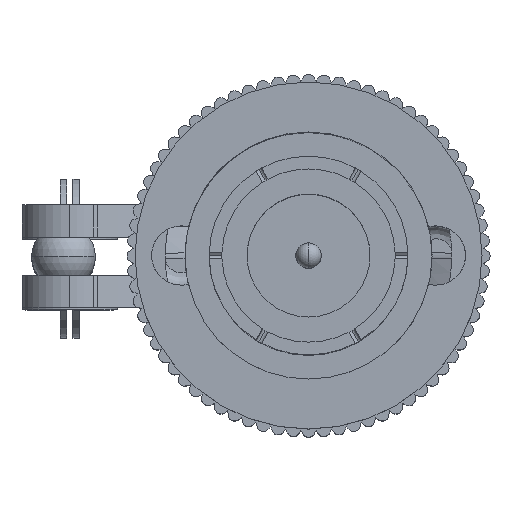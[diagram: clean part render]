
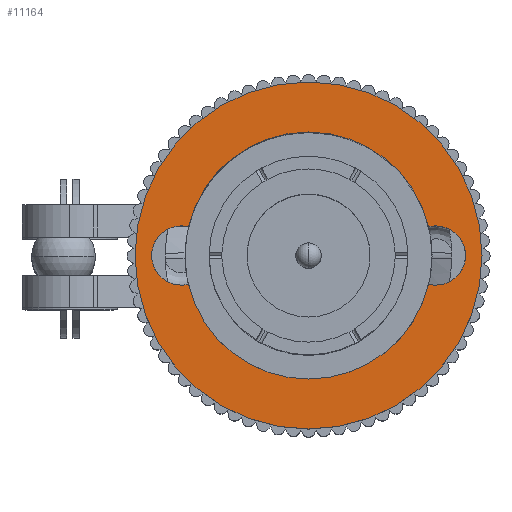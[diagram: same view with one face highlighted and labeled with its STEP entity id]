
A CAD part, top view. The second image highlights one B-rep face of the part: STEP entity #11164.
In plain terms, the highlighted planar face has unit normal (0, 0, 1).
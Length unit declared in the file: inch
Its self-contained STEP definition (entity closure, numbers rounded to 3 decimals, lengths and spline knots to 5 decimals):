
#10518 = VERTEX_POINT ( 'NONE', #16581 ) ;
#10519 = EDGE_CURVE ( 'NONE', #10627, #10518, #16584, .T. ) ;
#10575 = VERTEX_POINT ( 'NONE', #16742 ) ;
#10579 = EDGE_CURVE ( 'NONE', #10575, #10626, #16915, .T. ) ;
#10607 = VERTEX_POINT ( 'NONE', #16953 ) ;
#10626 = VERTEX_POINT ( 'NONE', #17143 ) ;
#10627 = VERTEX_POINT ( 'NONE', #17142 ) ;
#10630 = VERTEX_POINT ( 'NONE', #17138 ) ;
#10638 = EDGE_CURVE ( 'NONE', #10685, #10607, #17011, .T. ) ;
#10651 = EDGE_CURVE ( 'NONE', #10626, #10630, #17076, .T. ) ;
#10685 = VERTEX_POINT ( 'NONE', #17152 ) ;
#10687 = VERTEX_POINT ( 'NONE', #17316 ) ;
#10691 = VERTEX_POINT ( 'NONE', #17321 ) ;
#10721 = VERTEX_POINT ( 'NONE', #17365 ) ;
#10744 = EDGE_CURVE ( 'NONE', #10721, #10575, #17285, .T. ) ;
#10764 = EDGE_CURVE ( 'NONE', #10691, #10721, #17519, .T. ) ;
#10788 = EDGE_CURVE ( 'NONE', #10687, #10685, #17417, .T. ) ;
#10839 = VERTEX_POINT ( 'NONE', #17385 ) ;
#10966 = VERTEX_POINT ( 'NONE', #17896 ) ;
#11051 = EDGE_CURVE ( 'NONE', #10966, #10839, #18203, .T. ) ;
#11133 = ORIENTED_EDGE ( 'NONE', *, *, #10638, .F. ) ;
#11134 = EDGE_CURVE ( 'NONE', #10630, #10687, #18209, .T. ) ;
#11135 = ORIENTED_EDGE ( 'NONE', *, *, #10744, .F. ) ;
#11136 = ORIENTED_EDGE ( 'NONE', *, *, #10764, .F. ) ;
#11137 = ORIENTED_EDGE ( 'NONE', *, *, #10579, .F. ) ;
#11138 = EDGE_LOOP ( 'NONE', ( #11141, #11186 ) ) ;
#11139 = ORIENTED_EDGE ( 'NONE', *, *, #10519, .F. ) ;
#11140 = EDGE_CURVE ( 'NONE', #10518, #10691, #17251, .T. ) ;
#11141 = ORIENTED_EDGE ( 'NONE', *, *, #11051, .T. ) ;
#11155 = ORIENTED_EDGE ( 'NONE', *, *, #10788, .F. ) ;
#11159 = EDGE_LOOP ( 'NONE', ( #11357, #11133, #11155, #11163, #11162, #11137, #11135, #11136, #11179, #11139 ) ) ;
#11162 = ORIENTED_EDGE ( 'NONE', *, *, #10651, .F. ) ;
#11163 = ORIENTED_EDGE ( 'NONE', *, *, #11134, .F. ) ;
#11164 = ADVANCED_FACE ( 'NONE', ( #18386, #18398 ), #18394, .T. ) ;
#11179 = ORIENTED_EDGE ( 'NONE', *, *, #11140, .F. ) ;
#11181 = EDGE_CURVE ( 'NONE', #10839, #10966, #18266, .T. ) ;
#11186 = ORIENTED_EDGE ( 'NONE', *, *, #11181, .T. ) ;
#11357 = ORIENTED_EDGE ( 'NONE', *, *, #11380, .F. ) ;
#11380 = EDGE_CURVE ( 'NONE', #10607, #10627, #18819, .T. ) ;
#16581 = CARTESIAN_POINT ( 'NONE',  ( -0.0451, -0.18868, 0. ) ) ;
#16582 = CARTESIAN_POINT ( 'NONE',  ( 0., 0., 0. ) ) ;
#16583 = AXIS2_PLACEMENT_3D ( 'NONE', #16582, #16589, #16769 ) ;
#16584 = CIRCLE ( 'NONE', #16583, 0.194 ) ;
#16589 = DIRECTION ( 'NONE',  ( 0., 0., 1. ) ) ;
#16740 = AXIS2_PLACEMENT_3D ( 'NONE', #16836, #16835, #16834 ) ;
#16742 = CARTESIAN_POINT ( 'NONE',  ( 0.0451, -0.18868, 0. ) ) ;
#16769 = DIRECTION ( 'NONE',  ( 1., 0., 0. ) ) ;
#16834 = DIRECTION ( 'NONE',  ( 1., 0., 0. ) ) ;
#16835 = DIRECTION ( 'NONE',  ( 0., 0., 1. ) ) ;
#16836 = CARTESIAN_POINT ( 'NONE',  ( 0., 0., 0. ) ) ;
#16915 = CIRCLE ( 'NONE', #16740, 0.194 ) ;
#16953 = CARTESIAN_POINT ( 'NONE',  ( -0.0451, 0.18868, 0. ) ) ;
#16955 = DIRECTION ( 'NONE',  ( 1., 0., 0. ) ) ;
#16956 = DIRECTION ( 'NONE',  ( 0., 0., 1. ) ) ;
#16959 = CARTESIAN_POINT ( 'NONE',  ( 0., 0., 0. ) ) ;
#16983 = AXIS2_PLACEMENT_3D ( 'NONE', #16959, #16956, #16955 ) ;
#17011 = CIRCLE ( 'NONE', #17083, 0.0465 ) ;
#17076 = CIRCLE ( 'NONE', #16983, 0.194 ) ;
#17080 = DIRECTION ( 'NONE',  ( -1., 0., 0. ) ) ;
#17081 = DIRECTION ( 'NONE',  ( 0., 0., 1. ) ) ;
#17082 = CARTESIAN_POINT ( 'NONE',  ( 0., 0.2, 0. ) ) ;
#17083 = AXIS2_PLACEMENT_3D ( 'NONE', #17082, #17081, #17080 ) ;
#17138 = CARTESIAN_POINT ( 'NONE',  ( 0.0451, 0.18868, 0. ) ) ;
#17142 = CARTESIAN_POINT ( 'NONE',  ( -0.194, 0., 0. ) ) ;
#17143 = CARTESIAN_POINT ( 'NONE',  ( 0.194, 0., 0. ) ) ;
#17152 = CARTESIAN_POINT ( 'NONE',  ( -0.0465, 0.2, 0. ) ) ;
#17251 = CIRCLE ( 'NONE', #17664, 0.0465 ) ;
#17258 = DIRECTION ( 'NONE',  ( 1., 0., 0. ) ) ;
#17259 = DIRECTION ( 'NONE',  ( 0., 0., 1. ) ) ;
#17262 = AXIS2_PLACEMENT_3D ( 'NONE', #17341, #17259, #17258 ) ;
#17285 = CIRCLE ( 'NONE', #17262, 0.0465 ) ;
#17316 = CARTESIAN_POINT ( 'NONE',  ( 0.0465, 0.2, 0. ) ) ;
#17321 = CARTESIAN_POINT ( 'NONE',  ( -0.0465, -0.2, 0. ) ) ;
#17341 = CARTESIAN_POINT ( 'NONE',  ( 0., -0.2, 0. ) ) ;
#17365 = CARTESIAN_POINT ( 'NONE',  ( 0.0465, -0.2, 0. ) ) ;
#17385 = CARTESIAN_POINT ( 'NONE',  ( -0.2725, 0., 0. ) ) ;
#17404 = DIRECTION ( 'NONE',  ( -1., 0., 0. ) ) ;
#17405 = DIRECTION ( 'NONE',  ( 0., 0., 1. ) ) ;
#17406 = CARTESIAN_POINT ( 'NONE',  ( 0., 0.2, 0. ) ) ;
#17407 = AXIS2_PLACEMENT_3D ( 'NONE', #17406, #17405, #17404 ) ;
#17417 = CIRCLE ( 'NONE', #17407, 0.0465 ) ;
#17479 = DIRECTION ( 'NONE',  ( 1., 0., 0. ) ) ;
#17480 = AXIS2_PLACEMENT_3D ( 'NONE', #17482, #17484, #17479 ) ;
#17482 = CARTESIAN_POINT ( 'NONE',  ( 0., -0.2, 0. ) ) ;
#17484 = DIRECTION ( 'NONE',  ( 0., 0., 1. ) ) ;
#17519 = CIRCLE ( 'NONE', #17480, 0.0465 ) ;
#17660 = DIRECTION ( 'NONE',  ( 1., 0., 0. ) ) ;
#17664 = AXIS2_PLACEMENT_3D ( 'NONE', #17715, #17714, #17660 ) ;
#17714 = DIRECTION ( 'NONE',  ( 0., 0., 1. ) ) ;
#17715 = CARTESIAN_POINT ( 'NONE',  ( 0., -0.2, 0. ) ) ;
#17896 = CARTESIAN_POINT ( 'NONE',  ( 0.2725, 0., 0. ) ) ;
#18093 = DIRECTION ( 'NONE',  ( 1., 0., 0. ) ) ;
#18094 = DIRECTION ( 'NONE',  ( 0., 0., 1. ) ) ;
#18200 = CARTESIAN_POINT ( 'NONE',  ( 0., 0., 0. ) ) ;
#18201 = AXIS2_PLACEMENT_3D ( 'NONE', #18200, #18094, #18093 ) ;
#18203 = CIRCLE ( 'NONE', #18201, 0.2725 ) ;
#18205 = DIRECTION ( 'NONE',  ( -1., 0., 0. ) ) ;
#18206 = DIRECTION ( 'NONE',  ( 0., 0., 1. ) ) ;
#18207 = CARTESIAN_POINT ( 'NONE',  ( 0., 0.2, 0. ) ) ;
#18208 = AXIS2_PLACEMENT_3D ( 'NONE', #18207, #18206, #18205 ) ;
#18209 = CIRCLE ( 'NONE', #18208, 0.0465 ) ;
#18266 = CIRCLE ( 'NONE', #18355, 0.2725 ) ;
#18352 = DIRECTION ( 'NONE',  ( 1., 0., 0. ) ) ;
#18353 = DIRECTION ( 'NONE',  ( 0., 0., 1. ) ) ;
#18354 = CARTESIAN_POINT ( 'NONE',  ( 0., 0., 0. ) ) ;
#18355 = AXIS2_PLACEMENT_3D ( 'NONE', #18354, #18353, #18352 ) ;
#18386 = FACE_BOUND ( 'NONE', #11159, .T. ) ;
#18390 = AXIS2_PLACEMENT_3D ( 'NONE', #18404, #18491, #18411 ) ;
#18394 = PLANE ( 'NONE',  #18390 ) ;
#18398 = FACE_OUTER_BOUND ( 'NONE', #11138, .T. ) ;
#18404 = CARTESIAN_POINT ( 'NONE',  ( 0.2725, 0., 0. ) ) ;
#18411 = DIRECTION ( 'NONE',  ( 1., 0., 0. ) ) ;
#18491 = DIRECTION ( 'NONE',  ( 0., 0., 1. ) ) ;
#18816 = DIRECTION ( 'NONE',  ( 1., 0., 0. ) ) ;
#18817 = DIRECTION ( 'NONE',  ( 0., 0., 1. ) ) ;
#18818 = AXIS2_PLACEMENT_3D ( 'NONE', #18822, #18817, #18816 ) ;
#18819 = CIRCLE ( 'NONE', #18818, 0.194 ) ;
#18822 = CARTESIAN_POINT ( 'NONE',  ( 0., 0., 0. ) ) ;
